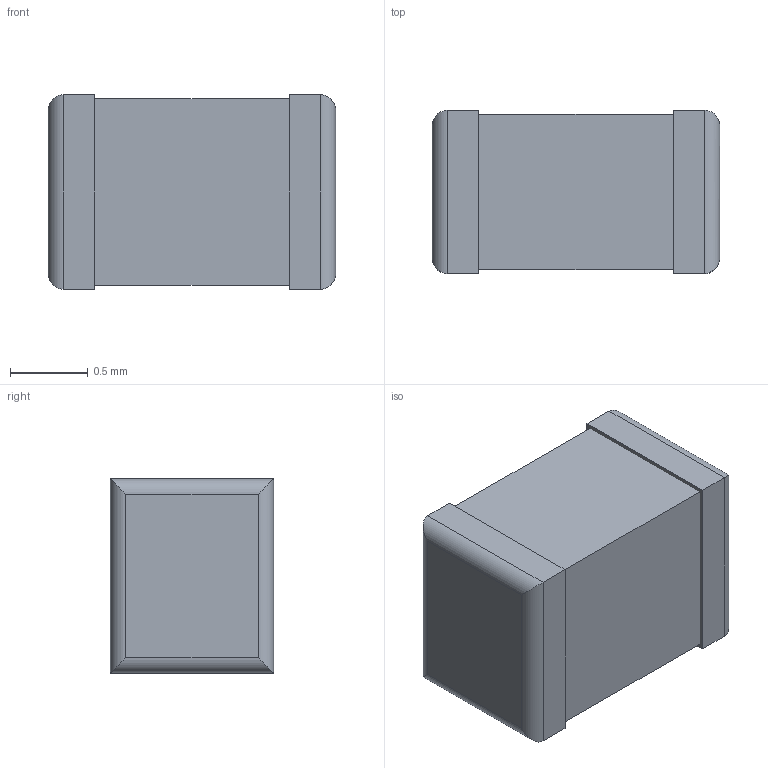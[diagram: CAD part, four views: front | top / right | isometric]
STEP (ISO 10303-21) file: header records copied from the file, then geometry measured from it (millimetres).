
FILE_DESCRIPTION(('FreeCAD Model'),'2;1');
FILE_NAME('CAP-0603.step', '2020-12-24T17:37:59',('Author'),(''), 'Open CASCADE STEP processor 7.3','FreeCAD','Unknown');
FILE_SCHEMA(('AUTOMOTIVE_DESIGN { 1 0 10303 214 1 1 1 1 }'));
Length unit declared in the file: millimetre
Products named in the file (2): Fillet; Body-Extr
Bounding box: 1.85 x 1.05 x 1.25 mm (x, y, z)
Volume: 2.3 mm3; surface area: 15.7 mm2
Topology: 3 solids, 3 shells, 26 faces, 52 edges, 32 vertices
Faces by surface type: plane 18, cylinder 8
Entity records: 1601 total; most frequent: CARTESIAN_POINT 343, DIRECTION 202, LINE 132, VECTOR 132, ORIENTED_EDGE 104, PCURVE 104, DEFINITIONAL_REPRESENTATION 104, EDGE_CURVE 52
